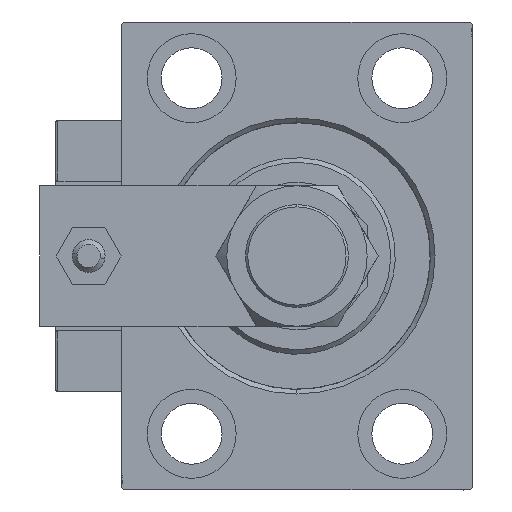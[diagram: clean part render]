
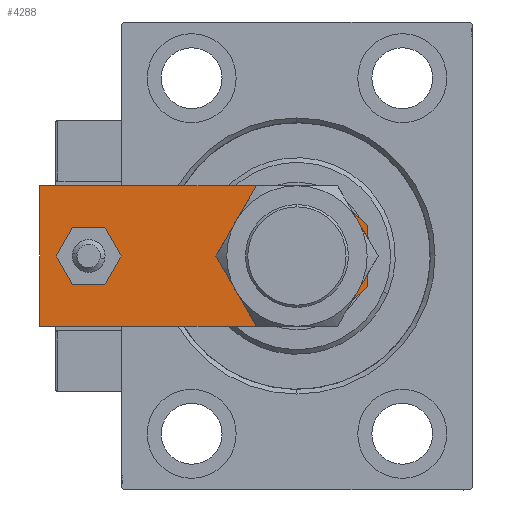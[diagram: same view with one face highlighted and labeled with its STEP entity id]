
A CAD part, left-side view. The second image highlights one B-rep face of the part: STEP entity #4288.
In plain terms, the highlighted face is planar.
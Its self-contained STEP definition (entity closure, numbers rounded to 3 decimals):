
#310 = CARTESIAN_POINT ( 'NONE',  ( -10., 15., 8. ) ) ;
#866 = DIRECTION ( 'NONE',  ( 1., 0., 0. ) ) ;
#1099 = DIRECTION ( 'NONE',  ( 0., 1., 0. ) ) ;
#1567 = CARTESIAN_POINT ( 'NONE',  ( 15., 70., 8. ) ) ;
#1575 = VECTOR ( 'NONE', #32746, 1000. ) ;
#1755 = DIRECTION ( 'NONE',  ( 1., 0., 0. ) ) ;
#2187 = LINE ( 'NONE', #17408, #39961 ) ;
#2974 = CARTESIAN_POINT ( 'NONE',  ( -6.5, 0., 8. ) ) ;
#3155 = EDGE_LOOP ( 'NONE', ( #19010, #16936 ) ) ;
#3542 = EDGE_CURVE ( 'NONE', #33478, #24097, #37004, .T. ) ;
#4288 = ADVANCED_FACE ( 'NONE', ( #21165, #42473, #13675 ), #29409, .T. ) ;
#4468 = CARTESIAN_POINT ( 'NONE',  ( -15., 70., 8. ) ) ;
#4546 = VECTOR ( 'NONE', #1099, 1000. ) ;
#5838 = CIRCLE ( 'NONE', #14364, 4. ) ;
#5955 = VECTOR ( 'NONE', #21418, 1000. ) ;
#5980 = DIRECTION ( 'NONE',  ( -1., 0., 0. ) ) ;
#6078 = EDGE_CURVE ( 'NONE', #33732, #11170, #2187, .T. ) ;
#6245 = ORIENTED_EDGE ( 'NONE', *, *, #27472, .F. ) ;
#6748 = CARTESIAN_POINT ( 'NONE',  ( 0., 15., 8. ) ) ;
#7160 = DIRECTION ( 'NONE',  ( 1., 0., 0. ) ) ;
#8025 = VERTEX_POINT ( 'NONE', #16444 ) ;
#8912 = CARTESIAN_POINT ( 'NONE',  ( 0., 15., 8. ) ) ;
#8985 = CARTESIAN_POINT ( 'NONE',  ( 4., 59.5, 8. ) ) ;
#9921 = CARTESIAN_POINT ( 'NONE',  ( 0., 0., 8. ) ) ;
#10376 = VERTEX_POINT ( 'NONE', #8985 ) ;
#10561 = VECTOR ( 'NONE', #14042, 1000. ) ;
#10886 = EDGE_CURVE ( 'NONE', #35725, #29166, #45367, .T. ) ;
#10895 = CARTESIAN_POINT ( 'NONE',  ( 0., 59.5, 8. ) ) ;
#11157 = EDGE_CURVE ( 'NONE', #11170, #35725, #39373, .T. ) ;
#11170 = VERTEX_POINT ( 'NONE', #42314 ) ;
#13345 = ORIENTED_EDGE ( 'NONE', *, *, #29782, .T. ) ;
#13496 = DIRECTION ( 'NONE',  ( 0., 0., 1. ) ) ;
#13673 = ORIENTED_EDGE ( 'NONE', *, *, #6078, .T. ) ;
#13675 = FACE_BOUND ( 'NONE', #3155, .T. ) ;
#14042 = DIRECTION ( 'NONE',  ( 0.707, 0.707, 0. ) ) ;
#14193 = EDGE_LOOP ( 'NONE', ( #6245, #19987 ) ) ;
#14364 = AXIS2_PLACEMENT_3D ( 'NONE', #10895, #27168, #7160 ) ;
#14740 = DIRECTION ( 'NONE',  ( 0., 0., 1. ) ) ;
#16444 = CARTESIAN_POINT ( 'NONE',  ( -4., 59.5, 8. ) ) ;
#16936 = ORIENTED_EDGE ( 'NONE', *, *, #48610, .F. ) ;
#17027 = AXIS2_PLACEMENT_3D ( 'NONE', #8912, #40429, #28418 ) ;
#17408 = CARTESIAN_POINT ( 'NONE',  ( -15., 0., 8. ) ) ;
#18003 = CARTESIAN_POINT ( 'NONE',  ( 15., 70., 8. ) ) ;
#19010 = ORIENTED_EDGE ( 'NONE', *, *, #32244, .F. ) ;
#19681 = AXIS2_PLACEMENT_3D ( 'NONE', #6748, #14740, #27012 ) ;
#19987 = ORIENTED_EDGE ( 'NONE', *, *, #40076, .F. ) ;
#21165 = FACE_BOUND ( 'NONE', #14193, .T. ) ;
#21303 = ORIENTED_EDGE ( 'NONE', *, *, #3542, .T. ) ;
#21418 = DIRECTION ( 'NONE',  ( 0.707, -0.707, 0. ) ) ;
#22218 = CARTESIAN_POINT ( 'NONE',  ( -3.25, -3.25, 8. ) ) ;
#22930 = ORIENTED_EDGE ( 'NONE', *, *, #11157, .T. ) ;
#24097 = VERTEX_POINT ( 'NONE', #49284 ) ;
#24375 = CARTESIAN_POINT ( 'NONE',  ( -15., 70., 8. ) ) ;
#26587 = CIRCLE ( 'NONE', #19681, 10. ) ;
#27012 = DIRECTION ( 'NONE',  ( 1., 0., 0. ) ) ;
#27168 = DIRECTION ( 'NONE',  ( 0., 0., 1. ) ) ;
#27472 = EDGE_CURVE ( 'NONE', #8025, #10376, #28779, .T. ) ;
#27819 = CARTESIAN_POINT ( 'NONE',  ( 10., 15., 8. ) ) ;
#28418 = DIRECTION ( 'NONE',  ( 1., 0., 0. ) ) ;
#28779 = CIRCLE ( 'NONE', #48378, 4. ) ;
#29166 = VERTEX_POINT ( 'NONE', #1567 ) ;
#29409 = PLANE ( 'NONE',  #52713 ) ;
#29782 = EDGE_CURVE ( 'NONE', #29166, #33478, #33989, .T. ) ;
#30031 = CARTESIAN_POINT ( 'NONE',  ( 0., 59.5, 8. ) ) ;
#30854 = VERTEX_POINT ( 'NONE', #27819 ) ;
#31524 = CIRCLE ( 'NONE', #17027, 10. ) ;
#31768 = EDGE_CURVE ( 'NONE', #24097, #33732, #50186, .T. ) ;
#32244 = EDGE_CURVE ( 'NONE', #38323, #30854, #31524, .T. ) ;
#32746 = DIRECTION ( 'NONE',  ( 0., -1., 0. ) ) ;
#33478 = VERTEX_POINT ( 'NONE', #24375 ) ;
#33732 = VERTEX_POINT ( 'NONE', #2974 ) ;
#33916 = CARTESIAN_POINT ( 'NONE',  ( 15., 0., 8. ) ) ;
#33989 = LINE ( 'NONE', #18003, #42503 ) ;
#35725 = VERTEX_POINT ( 'NONE', #43255 ) ;
#37004 = LINE ( 'NONE', #4468, #1575 ) ;
#37407 = DIRECTION ( 'NONE',  ( 0., 0., 1. ) ) ;
#38323 = VERTEX_POINT ( 'NONE', #310 ) ;
#38841 = CARTESIAN_POINT ( 'NONE',  ( 3.25, -3.25, 8. ) ) ;
#39373 = LINE ( 'NONE', #38841, #10561 ) ;
#39961 = VECTOR ( 'NONE', #50195, 1000. ) ;
#40076 = EDGE_CURVE ( 'NONE', #10376, #8025, #5838, .T. ) ;
#40175 = EDGE_LOOP ( 'NONE', ( #21303, #44723, #13673, #22930, #40970, #13345 ) ) ;
#40429 = DIRECTION ( 'NONE',  ( 0., 0., 1. ) ) ;
#40970 = ORIENTED_EDGE ( 'NONE', *, *, #10886, .T. ) ;
#42314 = CARTESIAN_POINT ( 'NONE',  ( 6.5, 0., 8. ) ) ;
#42473 = FACE_OUTER_BOUND ( 'NONE', #40175, .T. ) ;
#42503 = VECTOR ( 'NONE', #5980, 1000. ) ;
#43255 = CARTESIAN_POINT ( 'NONE',  ( 15., 8.5, 8. ) ) ;
#44723 = ORIENTED_EDGE ( 'NONE', *, *, #31768, .T. ) ;
#45367 = LINE ( 'NONE', #33916, #4546 ) ;
#48378 = AXIS2_PLACEMENT_3D ( 'NONE', #30031, #13496, #1755 ) ;
#48610 = EDGE_CURVE ( 'NONE', #30854, #38323, #26587, .T. ) ;
#49284 = CARTESIAN_POINT ( 'NONE',  ( -15., 8.5, 8. ) ) ;
#50186 = LINE ( 'NONE', #22218, #5955 ) ;
#50195 = DIRECTION ( 'NONE',  ( 1., 0., 0. ) ) ;
#52713 = AXIS2_PLACEMENT_3D ( 'NONE', #9921, #37407, #866 ) ;
